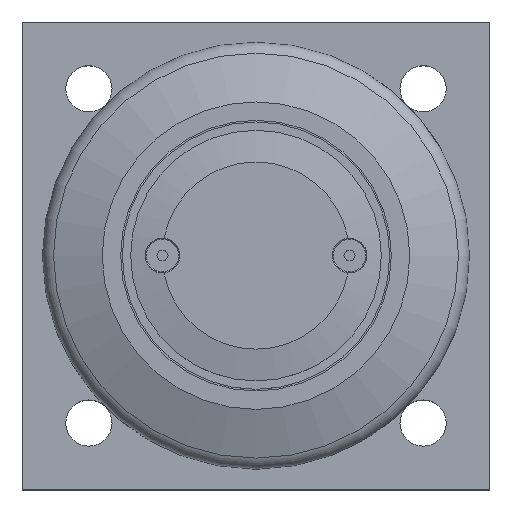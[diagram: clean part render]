
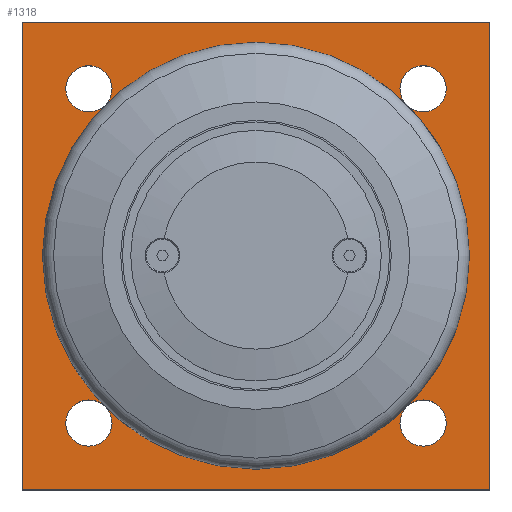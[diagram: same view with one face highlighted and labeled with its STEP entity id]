
A CAD part, top view. The second image highlights one B-rep face of the part: STEP entity #1318.
In plain terms, the highlighted planar face has unit normal (0, 0, 1).
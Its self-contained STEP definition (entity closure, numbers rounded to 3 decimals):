
#56=FACE_BOUND('',#190,.T.);
#57=FACE_BOUND('',#191,.T.);
#58=FACE_BOUND('',#192,.T.);
#59=FACE_BOUND('',#193,.T.);
#60=FACE_BOUND('',#194,.T.);
#81=PLANE('',#1412);
#118=FACE_OUTER_BOUND('',#189,.T.);
#189=EDGE_LOOP('',(#865,#866,#867,#868));
#190=EDGE_LOOP('',(#869));
#191=EDGE_LOOP('',(#870,#871));
#192=EDGE_LOOP('',(#872,#873));
#193=EDGE_LOOP('',(#874,#875));
#194=EDGE_LOOP('',(#876,#877));
#285=LINE('',#2000,#363);
#286=LINE('',#2002,#364);
#287=LINE('',#2004,#365);
#288=LINE('',#2005,#366);
#363=VECTOR('',#1587,10.);
#364=VECTOR('',#1588,10.);
#365=VECTOR('',#1589,10.);
#366=VECTOR('',#1590,10.);
#442=CIRCLE('',#1413,39.5);
#443=CIRCLE('',#1414,6.918);
#444=CIRCLE('',#1415,6.918);
#445=CIRCLE('',#1416,6.918);
#446=CIRCLE('',#1417,6.918);
#447=CIRCLE('',#1418,6.918);
#448=CIRCLE('',#1419,6.918);
#449=CIRCLE('',#1420,6.918);
#450=CIRCLE('',#1421,6.918);
#539=VERTEX_POINT('',#1998);
#540=VERTEX_POINT('',#1999);
#541=VERTEX_POINT('',#2001);
#542=VERTEX_POINT('',#2003);
#543=VERTEX_POINT('',#2006);
#544=VERTEX_POINT('',#2008);
#545=VERTEX_POINT('',#2009);
#546=VERTEX_POINT('',#2012);
#547=VERTEX_POINT('',#2013);
#548=VERTEX_POINT('',#2016);
#549=VERTEX_POINT('',#2017);
#550=VERTEX_POINT('',#2020);
#551=VERTEX_POINT('',#2021);
#676=EDGE_CURVE('',#539,#540,#285,.T.);
#677=EDGE_CURVE('',#541,#539,#286,.T.);
#678=EDGE_CURVE('',#542,#541,#287,.T.);
#679=EDGE_CURVE('',#540,#542,#288,.T.);
#680=EDGE_CURVE('',#543,#543,#442,.T.);
#681=EDGE_CURVE('',#544,#545,#443,.T.);
#682=EDGE_CURVE('',#545,#544,#444,.T.);
#683=EDGE_CURVE('',#546,#547,#445,.T.);
#684=EDGE_CURVE('',#547,#546,#446,.T.);
#685=EDGE_CURVE('',#548,#549,#447,.T.);
#686=EDGE_CURVE('',#549,#548,#448,.T.);
#687=EDGE_CURVE('',#550,#551,#449,.T.);
#688=EDGE_CURVE('',#551,#550,#450,.T.);
#865=ORIENTED_EDGE('',*,*,#676,.F.);
#866=ORIENTED_EDGE('',*,*,#677,.F.);
#867=ORIENTED_EDGE('',*,*,#678,.F.);
#868=ORIENTED_EDGE('',*,*,#679,.F.);
#869=ORIENTED_EDGE('',*,*,#680,.T.);
#870=ORIENTED_EDGE('',*,*,#681,.T.);
#871=ORIENTED_EDGE('',*,*,#682,.T.);
#872=ORIENTED_EDGE('',*,*,#683,.T.);
#873=ORIENTED_EDGE('',*,*,#684,.T.);
#874=ORIENTED_EDGE('',*,*,#685,.T.);
#875=ORIENTED_EDGE('',*,*,#686,.T.);
#876=ORIENTED_EDGE('',*,*,#687,.T.);
#877=ORIENTED_EDGE('',*,*,#688,.T.);
#1318=ADVANCED_FACE('',(#118,#56,#57,#58,#59,#60),#81,.T.);
#1412=AXIS2_PLACEMENT_3D('',#1997,#1585,#1586);
#1413=AXIS2_PLACEMENT_3D('',#2007,#1591,#1592);
#1414=AXIS2_PLACEMENT_3D('',#2010,#1593,#1594);
#1415=AXIS2_PLACEMENT_3D('',#2011,#1595,#1596);
#1416=AXIS2_PLACEMENT_3D('',#2014,#1597,#1598);
#1417=AXIS2_PLACEMENT_3D('',#2015,#1599,#1600);
#1418=AXIS2_PLACEMENT_3D('',#2018,#1601,#1602);
#1419=AXIS2_PLACEMENT_3D('',#2019,#1603,#1604);
#1420=AXIS2_PLACEMENT_3D('',#2022,#1605,#1606);
#1421=AXIS2_PLACEMENT_3D('',#2023,#1607,#1608);
#1585=DIRECTION('center_axis',(0.,0.,1.));
#1586=DIRECTION('ref_axis',(1.,0.,0.));
#1587=DIRECTION('',(0.,1.,0.));
#1588=DIRECTION('',(-1.,0.,0.));
#1589=DIRECTION('',(0.,-1.,0.));
#1590=DIRECTION('',(1.,0.,0.));
#1591=DIRECTION('center_axis',(0.,0.,-1.));
#1592=DIRECTION('ref_axis',(-1.,0.,0.));
#1593=DIRECTION('center_axis',(0.,0.,-1.));
#1594=DIRECTION('ref_axis',(1.,0.,0.));
#1595=DIRECTION('center_axis',(0.,0.,-1.));
#1596=DIRECTION('ref_axis',(1.,0.,0.));
#1597=DIRECTION('center_axis',(0.,0.,-1.));
#1598=DIRECTION('ref_axis',(1.,0.,0.));
#1599=DIRECTION('center_axis',(0.,0.,-1.));
#1600=DIRECTION('ref_axis',(1.,0.,0.));
#1601=DIRECTION('center_axis',(0.,0.,-1.));
#1602=DIRECTION('ref_axis',(1.,0.,0.));
#1603=DIRECTION('center_axis',(0.,0.,-1.));
#1604=DIRECTION('ref_axis',(1.,0.,0.));
#1605=DIRECTION('center_axis',(0.,0.,-1.));
#1606=DIRECTION('ref_axis',(1.,0.,0.));
#1607=DIRECTION('center_axis',(0.,0.,-1.));
#1608=DIRECTION('ref_axis',(1.,0.,0.));
#1997=CARTESIAN_POINT('Origin',(70.,70.,20.));
#1998=CARTESIAN_POINT('',(0.,0.,20.));
#1999=CARTESIAN_POINT('',(0.,140.,20.));
#2000=CARTESIAN_POINT('',(0.,140.,20.));
#2001=CARTESIAN_POINT('',(140.,0.,20.));
#2002=CARTESIAN_POINT('',(0.,0.,20.));
#2003=CARTESIAN_POINT('',(140.,140.,20.));
#2004=CARTESIAN_POINT('',(140.,0.,20.));
#2005=CARTESIAN_POINT('',(140.,140.,20.));
#2006=CARTESIAN_POINT('',(109.5,70.,20.));
#2007=CARTESIAN_POINT('Origin',(70.,70.,20.));
#2008=CARTESIAN_POINT('',(26.917,20.,20.));
#2009=CARTESIAN_POINT('',(13.082,20.,20.));
#2010=CARTESIAN_POINT('Origin',(20.,20.,20.));
#2011=CARTESIAN_POINT('Origin',(20.,20.,20.));
#2012=CARTESIAN_POINT('',(126.918,20.,20.));
#2013=CARTESIAN_POINT('',(113.083,20.,20.));
#2014=CARTESIAN_POINT('Origin',(120.,20.,20.));
#2015=CARTESIAN_POINT('Origin',(120.,20.,20.));
#2016=CARTESIAN_POINT('',(126.918,120.,20.));
#2017=CARTESIAN_POINT('',(113.083,120.,20.));
#2018=CARTESIAN_POINT('Origin',(120.,120.,20.));
#2019=CARTESIAN_POINT('Origin',(120.,120.,20.));
#2020=CARTESIAN_POINT('',(26.917,120.,20.));
#2021=CARTESIAN_POINT('',(13.082,120.,20.));
#2022=CARTESIAN_POINT('Origin',(20.,120.,20.));
#2023=CARTESIAN_POINT('Origin',(20.,120.,20.));
